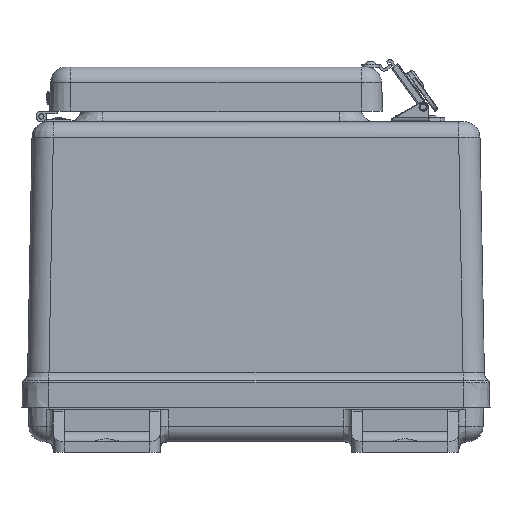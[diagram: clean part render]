
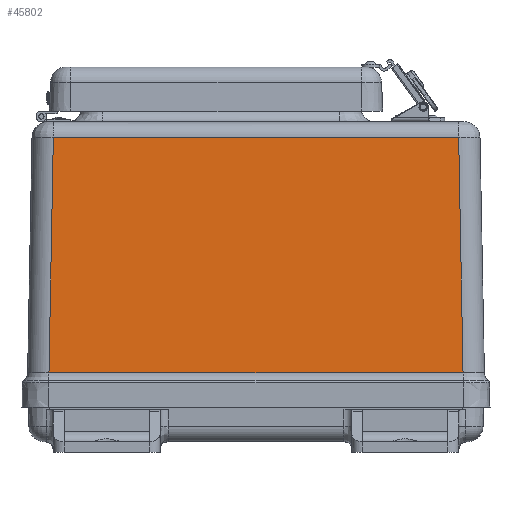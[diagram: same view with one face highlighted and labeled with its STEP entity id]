
A CAD part, front view. The second image highlights one B-rep face of the part: STEP entity #45802.
In plain terms, the highlighted planar face has unit normal (0, -1, 0.019).
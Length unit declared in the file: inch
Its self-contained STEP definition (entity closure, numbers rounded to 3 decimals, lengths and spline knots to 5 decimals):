
#1292 = LINE ( 'NONE', #5375, #18919 ) ;
#1883 = CARTESIAN_POINT ( 'NONE',  ( -4.75011, -8.07178, 5.50697 ) ) ;
#2327 = DIRECTION ( 'NONE',  ( 1., 0., 0. ) ) ;
#3391 = CARTESIAN_POINT ( 'NONE',  ( 4.85251, -8.1742, 0. ) ) ;
#3614 = FACE_OUTER_BOUND ( 'NONE', #18878, .T. ) ;
#4339 = CARTESIAN_POINT ( 'NONE',  ( -2.67623, -8.07178, 5.50697 ) ) ;
#4840 = DIRECTION ( 'NONE',  ( 0., 0.019, 1. ) ) ;
#5375 = CARTESIAN_POINT ( 'NONE',  ( -4.85249, -8.1743, -0.00511 ) ) ;
#5450 = LINE ( 'NONE', #50006, #41357 ) ;
#7218 = DIRECTION ( 'NONE',  ( 0.019, -0.019, -1. ) ) ;
#7873 = DIRECTION ( 'NONE',  ( 0., -0.019, -1. ) ) ;
#8703 = ORIENTED_EDGE ( 'NONE', *, *, #21021, .F. ) ;
#12971 = ORIENTED_EDGE ( 'NONE', *, *, #29921, .T. ) ;
#13046 = DIRECTION ( 'NONE',  ( 1., 0., 0. ) ) ;
#13698 = EDGE_CURVE ( 'NONE', #40125, #43965, #52437, .T. ) ;
#14559 = VECTOR ( 'NONE', #13046, 39.37008 ) ;
#14665 = VERTEX_POINT ( 'NONE', #52765 ) ;
#17284 = VECTOR ( 'NONE', #40976, 39.37008 ) ;
#18878 = EDGE_LOOP ( 'NONE', ( #41924, #31262, #12971, #36004, #8703, #32157 ) ) ;
#18919 = VECTOR ( 'NONE', #4840, 39.37008 ) ;
#19093 = EDGE_CURVE ( 'NONE', #39069, #14665, #5450, .T. ) ;
#19263 = VERTEX_POINT ( 'NONE', #43164 ) ;
#20221 = PLANE ( 'NONE',  #35111 ) ;
#20924 = EDGE_CURVE ( 'NONE', #19263, #41974, #28188, .T. ) ;
#21021 = EDGE_CURVE ( 'NONE', #40125, #19263, #26143, .T. ) ;
#24164 = CARTESIAN_POINT ( 'NONE',  ( -4.75011, -8.07178, 5.50697 ) ) ;
#26143 = LINE ( 'NONE', #4339, #14559 ) ;
#27025 = CARTESIAN_POINT ( 'NONE',  ( 4.85249, -8.1742, 0. ) ) ;
#28188 = LINE ( 'NONE', #46556, #31599 ) ;
#28376 = CARTESIAN_POINT ( 'NONE',  ( -4.85249, -8.17439, -0.01022 ) ) ;
#29921 = EDGE_CURVE ( 'NONE', #14665, #41974, #34013, .T. ) ;
#31262 = ORIENTED_EDGE ( 'NONE', *, *, #19093, .T. ) ;
#31419 = DIRECTION ( 'NONE',  ( 0., 0.019, 1. ) ) ;
#31599 = VECTOR ( 'NONE', #7218, 39.37008 ) ;
#32157 = ORIENTED_EDGE ( 'NONE', *, *, #13698, .T. ) ;
#32504 = EDGE_CURVE ( 'NONE', #39069, #43965, #1292, .T. ) ;
#34013 = LINE ( 'NONE', #27025, #54853 ) ;
#35111 = AXIS2_PLACEMENT_3D ( 'NONE', #51044, #42323, #7873 ) ;
#36004 = ORIENTED_EDGE ( 'NONE', *, *, #20924, .F. ) ;
#39069 = VERTEX_POINT ( 'NONE', #28376 ) ;
#40125 = VERTEX_POINT ( 'NONE', #1883 ) ;
#40976 = DIRECTION ( 'NONE',  ( -0.019, -0.019, -1. ) ) ;
#41357 = VECTOR ( 'NONE', #2327, 39.37008 ) ;
#41924 = ORIENTED_EDGE ( 'NONE', *, *, #32504, .F. ) ;
#41974 = VERTEX_POINT ( 'NONE', #3391 ) ;
#42323 = DIRECTION ( 'NONE',  ( 0., -1., 0.019 ) ) ;
#43164 = CARTESIAN_POINT ( 'NONE',  ( 4.75011, -8.07178, 5.50697 ) ) ;
#43965 = VERTEX_POINT ( 'NONE', #53481 ) ;
#45802 = ADVANCED_FACE ( 'NONE', ( #3614 ), #20221, .T. ) ;
#46556 = CARTESIAN_POINT ( 'NONE',  ( 4.85086, -8.17252, 0.09019 ) ) ;
#50006 = CARTESIAN_POINT ( 'NONE',  ( -5.35245, -8.17439, -0.01022 ) ) ;
#51044 = CARTESIAN_POINT ( 'NONE',  ( -5.35245, -8.1742, 0. ) ) ;
#52437 = LINE ( 'NONE', #24164, #17284 ) ;
#52765 = CARTESIAN_POINT ( 'NONE',  ( 4.85249, -8.17439, -0.01022 ) ) ;
#53481 = CARTESIAN_POINT ( 'NONE',  ( -4.85251, -8.1742, 0. ) ) ;
#54853 = VECTOR ( 'NONE', #31419, 39.37008 ) ;
